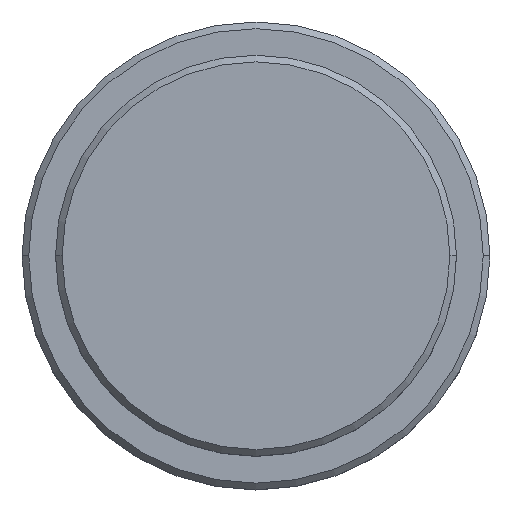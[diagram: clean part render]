
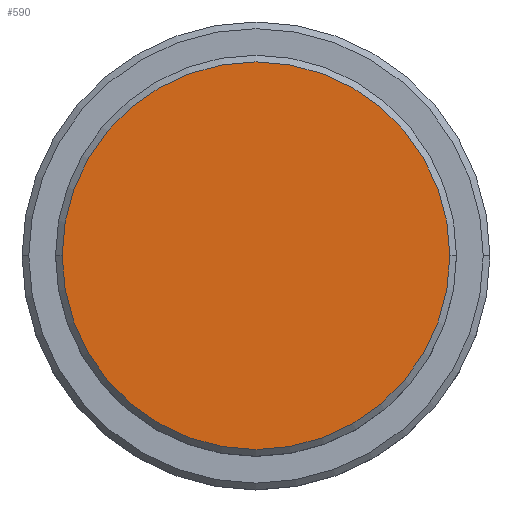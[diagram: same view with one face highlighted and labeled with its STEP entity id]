
A CAD part, top view. The second image highlights one B-rep face of the part: STEP entity #590.
In plain terms, the highlighted planar face has unit normal (0, 0, 1).
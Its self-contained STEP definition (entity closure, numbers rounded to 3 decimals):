
#59 = DIRECTION ( 'NONE',  ( 0., 0., 1. ) ) ;
#63 = EDGE_LOOP ( 'NONE', ( #743, #978 ) ) ;
#78 = AXIS2_PLACEMENT_3D ( 'NONE', #169, #59, #1275 ) ;
#169 = CARTESIAN_POINT ( 'NONE',  ( 0., 0., 0. ) ) ;
#214 = CIRCLE ( 'NONE', #238, 14.5 ) ;
#218 = DIRECTION ( 'NONE',  ( 1., 0., 0. ) ) ;
#238 = AXIS2_PLACEMENT_3D ( 'NONE', #528, #303, #661 ) ;
#303 = DIRECTION ( 'NONE',  ( 0., 0., 1. ) ) ;
#528 = CARTESIAN_POINT ( 'NONE',  ( 0., 0., 0. ) ) ;
#542 = CARTESIAN_POINT ( 'NONE',  ( -14.5, 0., 0. ) ) ;
#590 = ADVANCED_FACE ( 'NONE', ( #1050 ), #742, .T. ) ;
#661 = DIRECTION ( 'NONE',  ( 1., 0., 0. ) ) ;
#742 = PLANE ( 'NONE',  #78 ) ;
#743 = ORIENTED_EDGE ( 'NONE', *, *, #759, .T. ) ;
#759 = EDGE_CURVE ( 'NONE', #789, #873, #1001, .T. ) ;
#789 = VERTEX_POINT ( 'NONE', #542 ) ;
#873 = VERTEX_POINT ( 'NONE', #1247 ) ;
#978 = ORIENTED_EDGE ( 'NONE', *, *, #1187, .T. ) ;
#1001 = CIRCLE ( 'NONE', #1225, 14.5 ) ;
#1050 = FACE_OUTER_BOUND ( 'NONE', #63, .T. ) ;
#1081 = CARTESIAN_POINT ( 'NONE',  ( 0., 0., 0. ) ) ;
#1187 = EDGE_CURVE ( 'NONE', #873, #789, #214, .T. ) ;
#1225 = AXIS2_PLACEMENT_3D ( 'NONE', #1081, #1313, #218 ) ;
#1247 = CARTESIAN_POINT ( 'NONE',  ( 14.5, 0., 0. ) ) ;
#1275 = DIRECTION ( 'NONE',  ( 1., 0., 0. ) ) ;
#1313 = DIRECTION ( 'NONE',  ( 0., 0., 1. ) ) ;
